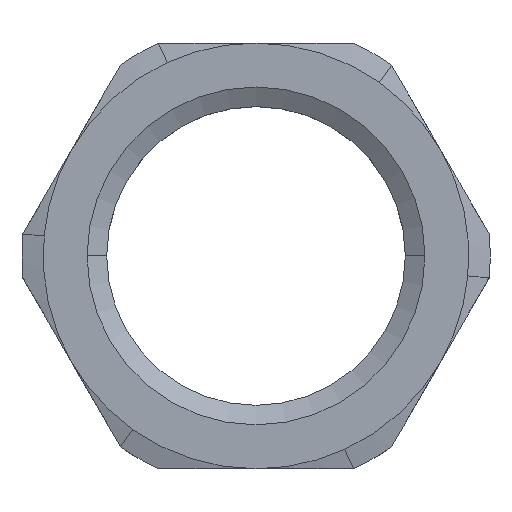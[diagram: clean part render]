
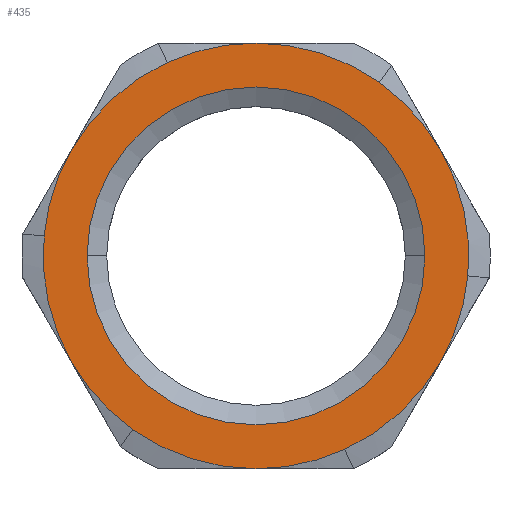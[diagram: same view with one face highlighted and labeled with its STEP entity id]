
A CAD part, top view. The second image highlights one B-rep face of the part: STEP entity #435.
In plain terms, the highlighted planar face has unit normal (0, 0, 1).
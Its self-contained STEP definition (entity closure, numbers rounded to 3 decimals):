
#1 = VERTEX_POINT ( 'NONE', #803 ) ;
#8 = CARTESIAN_POINT ( 'NONE',  ( 0., 0., 3.3 ) ) ;
#13 = CARTESIAN_POINT ( 'NONE',  ( -5.953, 0., 3.3 ) ) ;
#55 = CIRCLE ( 'NONE', #550, 7.5 ) ;
#74 = DIRECTION ( 'NONE',  ( 0., 0., -1. ) ) ;
#76 = DIRECTION ( 'NONE',  ( -1., 0., 0. ) ) ;
#92 = EDGE_CURVE ( 'NONE', #366, #1050, #155, .T. ) ;
#113 = DIRECTION ( 'NONE',  ( 0., 0., -1. ) ) ;
#121 = EDGE_CURVE ( 'NONE', #769, #714, #477, .T. ) ;
#136 = EDGE_LOOP ( 'NONE', ( #203, #674 ) ) ;
#137 = CARTESIAN_POINT ( 'NONE',  ( 0., 0., 3.3 ) ) ;
#148 = CARTESIAN_POINT ( 'NONE',  ( 0., 7.5, 3.3 ) ) ;
#155 = CIRCLE ( 'NONE', #235, 7.5 ) ;
#157 = DIRECTION ( 'NONE',  ( 0., 0., -1. ) ) ;
#168 = CIRCLE ( 'NONE', #886, 7.5 ) ;
#169 = DIRECTION ( 'NONE',  ( 0., 0., -1. ) ) ;
#181 = EDGE_CURVE ( 'NONE', #1332, #1272, #499, .T. ) ;
#187 = EDGE_CURVE ( 'NONE', #344, #696, #1390, .T. ) ;
#203 = ORIENTED_EDGE ( 'NONE', *, *, #1283, .F. ) ;
#211 = CARTESIAN_POINT ( 'NONE',  ( 0., 0., 3.3 ) ) ;
#212 = DIRECTION ( 'NONE',  ( 0., 0., 1. ) ) ;
#222 = CARTESIAN_POINT ( 'NONE',  ( 0., 0., 3.3 ) ) ;
#231 = DIRECTION ( 'NONE',  ( 0., 0., -1. ) ) ;
#235 = AXIS2_PLACEMENT_3D ( 'NONE', #750, #1205, #1408 ) ;
#274 = DIRECTION ( 'NONE',  ( 0.417, -0.909, 0. ) ) ;
#306 = AXIS2_PLACEMENT_3D ( 'NONE', #211, #322, #1251 ) ;
#322 = DIRECTION ( 'NONE',  ( 0., 0., -1. ) ) ;
#344 = VERTEX_POINT ( 'NONE', #346 ) ;
#346 = CARTESIAN_POINT ( 'NONE',  ( -7.467, 0.703, 3.3 ) ) ;
#363 = EDGE_CURVE ( 'NONE', #1, #769, #668, .T. ) ;
#366 = VERTEX_POINT ( 'NONE', #918 ) ;
#390 = ORIENTED_EDGE ( 'NONE', *, *, #181, .F. ) ;
#415 = AXIS2_PLACEMENT_3D ( 'NONE', #1380, #977, #76 ) ;
#422 = AXIS2_PLACEMENT_3D ( 'NONE', #1067, #157, #976 ) ;
#423 = EDGE_CURVE ( 'NONE', #714, #576, #168, .T. ) ;
#431 = DIRECTION ( 'NONE',  ( 0., 0., -1. ) ) ;
#435 = ADVANCED_FACE ( 'NONE', ( #596, #1268 ), #1157, .T. ) ;
#453 = DIRECTION ( 'NONE',  ( 0.579, 0.815, 0. ) ) ;
#475 = DIRECTION ( 'NONE',  ( -0.417, 0.909, 0. ) ) ;
#477 = CIRCLE ( 'NONE', #422, 7.5 ) ;
#480 = DIRECTION ( 'NONE',  ( 0., 0., -1. ) ) ;
#499 = CIRCLE ( 'NONE', #1109, 7.5 ) ;
#518 = CIRCLE ( 'NONE', #716, 7.5 ) ;
#531 = EDGE_CURVE ( 'NONE', #1272, #953, #55, .T. ) ;
#532 = EDGE_CURVE ( 'NONE', #576, #366, #1174, .T. ) ;
#540 = CARTESIAN_POINT ( 'NONE',  ( 0., 0., 3.3 ) ) ;
#550 = AXIS2_PLACEMENT_3D ( 'NONE', #8, #231, #1013 ) ;
#566 = DIRECTION ( 'NONE',  ( 1., 0., 0. ) ) ;
#573 = EDGE_CURVE ( 'NONE', #953, #806, #838, .T. ) ;
#574 = CIRCLE ( 'NONE', #1078, 7.5 ) ;
#576 = VERTEX_POINT ( 'NONE', #785 ) ;
#581 = DIRECTION ( 'NONE',  ( -0.579, -0.815, 0. ) ) ;
#595 = CARTESIAN_POINT ( 'NONE',  ( 4.342, 6.115, 3.3 ) ) ;
#596 = FACE_BOUND ( 'NONE', #136, .T. ) ;
#606 = AXIS2_PLACEMENT_3D ( 'NONE', #1138, #817, #475 ) ;
#662 = CARTESIAN_POINT ( 'NONE',  ( 0., 0., 3.3 ) ) ;
#664 = CARTESIAN_POINT ( 'NONE',  ( 0., 0., 3.3 ) ) ;
#668 = CIRCLE ( 'NONE', #606, 7.5 ) ;
#674 = ORIENTED_EDGE ( 'NONE', *, *, #1257, .F. ) ;
#693 = AXIS2_PLACEMENT_3D ( 'NONE', #662, #1146, #581 ) ;
#696 = VERTEX_POINT ( 'NONE', #1393 ) ;
#714 = VERTEX_POINT ( 'NONE', #595 ) ;
#716 = AXIS2_PLACEMENT_3D ( 'NONE', #1413, #169, #274 ) ;
#750 = CARTESIAN_POINT ( 'NONE',  ( 0., 0., 3.3 ) ) ;
#755 = CARTESIAN_POINT ( 'NONE',  ( 5.953, 0., 3.3 ) ) ;
#761 = ORIENTED_EDGE ( 'NONE', *, *, #1321, .F. ) ;
#765 = AXIS2_PLACEMENT_3D ( 'NONE', #1054, #212, #566 ) ;
#769 = VERTEX_POINT ( 'NONE', #148 ) ;
#771 = CARTESIAN_POINT ( 'NONE',  ( 0., 0., 3.3 ) ) ;
#785 = CARTESIAN_POINT ( 'NONE',  ( 6.495, 3.75, 3.3 ) ) ;
#803 = CARTESIAN_POINT ( 'NONE',  ( -3.124, 6.818, 3.3 ) ) ;
#804 = DIRECTION ( 'NONE',  ( 0., 0., 1. ) ) ;
#806 = VERTEX_POINT ( 'NONE', #1426 ) ;
#809 = AXIS2_PLACEMENT_3D ( 'NONE', #137, #804, #1141 ) ;
#817 = DIRECTION ( 'NONE',  ( 0., 0., -1. ) ) ;
#822 = ORIENTED_EDGE ( 'NONE', *, *, #92, .F. ) ;
#837 = ORIENTED_EDGE ( 'NONE', *, *, #531, .F. ) ;
#838 = CIRCLE ( 'NONE', #693, 7.5 ) ;
#857 = AXIS2_PLACEMENT_3D ( 'NONE', #771, #431, #1130 ) ;
#877 = VERTEX_POINT ( 'NONE', #755 ) ;
#886 = AXIS2_PLACEMENT_3D ( 'NONE', #931, #113, #453 ) ;
#887 = DIRECTION ( 'NONE',  ( 0.417, -0.909, 0. ) ) ;
#889 = ORIENTED_EDGE ( 'NONE', *, *, #1092, .F. ) ;
#903 = ORIENTED_EDGE ( 'NONE', *, *, #573, .F. ) ;
#918 = CARTESIAN_POINT ( 'NONE',  ( 7.467, -0.703, 3.3 ) ) ;
#931 = CARTESIAN_POINT ( 'NONE',  ( 0., 0., 3.3 ) ) ;
#953 = VERTEX_POINT ( 'NONE', #1311 ) ;
#976 = DIRECTION ( 'NONE',  ( 0.579, 0.815, 0. ) ) ;
#977 = DIRECTION ( 'NONE',  ( 0., 0., 1. ) ) ;
#1013 = DIRECTION ( 'NONE',  ( -0.579, -0.815, 0. ) ) ;
#1016 = EDGE_LOOP ( 'NONE', ( #761, #822, #1246, #1328, #1096, #1129, #1392, #1249, #889, #903, #837, #390 ) ) ;
#1050 = VERTEX_POINT ( 'NONE', #1099 ) ;
#1054 = CARTESIAN_POINT ( 'NONE',  ( 0., 0., 3.3 ) ) ;
#1055 = CIRCLE ( 'NONE', #415, 5.953 ) ;
#1067 = CARTESIAN_POINT ( 'NONE',  ( 0., 0., 3.3 ) ) ;
#1078 = AXIS2_PLACEMENT_3D ( 'NONE', #222, #480, #1271 ) ;
#1092 = EDGE_CURVE ( 'NONE', #806, #344, #1382, .T. ) ;
#1096 = ORIENTED_EDGE ( 'NONE', *, *, #121, .F. ) ;
#1099 = CARTESIAN_POINT ( 'NONE',  ( 6.495, -3.75, 3.3 ) ) ;
#1109 = AXIS2_PLACEMENT_3D ( 'NONE', #540, #74, #887 ) ;
#1129 = ORIENTED_EDGE ( 'NONE', *, *, #363, .F. ) ;
#1130 = DIRECTION ( 'NONE',  ( -0.996, 0.094, 0. ) ) ;
#1138 = CARTESIAN_POINT ( 'NONE',  ( 0., 0., 3.3 ) ) ;
#1141 = DIRECTION ( 'NONE',  ( -1., 0., 0. ) ) ;
#1146 = DIRECTION ( 'NONE',  ( 0., 0., -1. ) ) ;
#1153 = CARTESIAN_POINT ( 'NONE',  ( 0., -7.5, 3.3 ) ) ;
#1157 = PLANE ( 'NONE',  #765 ) ;
#1159 = VERTEX_POINT ( 'NONE', #13 ) ;
#1174 = CIRCLE ( 'NONE', #306, 7.5 ) ;
#1179 = AXIS2_PLACEMENT_3D ( 'NONE', #664, #1429, #1357 ) ;
#1183 = CARTESIAN_POINT ( 'NONE',  ( 3.124, -6.818, 3.3 ) ) ;
#1205 = DIRECTION ( 'NONE',  ( 0., 0., -1. ) ) ;
#1220 = EDGE_CURVE ( 'NONE', #696, #1, #574, .T. ) ;
#1246 = ORIENTED_EDGE ( 'NONE', *, *, #532, .F. ) ;
#1249 = ORIENTED_EDGE ( 'NONE', *, *, #187, .F. ) ;
#1251 = DIRECTION ( 'NONE',  ( 0.996, -0.094, 0. ) ) ;
#1257 = EDGE_CURVE ( 'NONE', #877, #1159, #1445, .T. ) ;
#1268 = FACE_OUTER_BOUND ( 'NONE', #1016, .T. ) ;
#1271 = DIRECTION ( 'NONE',  ( -0.417, 0.909, 0. ) ) ;
#1272 = VERTEX_POINT ( 'NONE', #1153 ) ;
#1283 = EDGE_CURVE ( 'NONE', #1159, #877, #1055, .T. ) ;
#1311 = CARTESIAN_POINT ( 'NONE',  ( -4.342, -6.115, 3.3 ) ) ;
#1321 = EDGE_CURVE ( 'NONE', #1050, #1332, #518, .T. ) ;
#1328 = ORIENTED_EDGE ( 'NONE', *, *, #423, .F. ) ;
#1332 = VERTEX_POINT ( 'NONE', #1183 ) ;
#1357 = DIRECTION ( 'NONE',  ( -0.996, 0.094, 0. ) ) ;
#1380 = CARTESIAN_POINT ( 'NONE',  ( 0., 0., 3.3 ) ) ;
#1382 = CIRCLE ( 'NONE', #857, 7.5 ) ;
#1390 = CIRCLE ( 'NONE', #1179, 7.5 ) ;
#1392 = ORIENTED_EDGE ( 'NONE', *, *, #1220, .F. ) ;
#1393 = CARTESIAN_POINT ( 'NONE',  ( -6.495, 3.75, 3.3 ) ) ;
#1408 = DIRECTION ( 'NONE',  ( 0.996, -0.094, 0. ) ) ;
#1413 = CARTESIAN_POINT ( 'NONE',  ( 0., 0., 3.3 ) ) ;
#1426 = CARTESIAN_POINT ( 'NONE',  ( -6.495, -3.75, 3.3 ) ) ;
#1429 = DIRECTION ( 'NONE',  ( 0., 0., -1. ) ) ;
#1445 = CIRCLE ( 'NONE', #809, 5.953 ) ;
